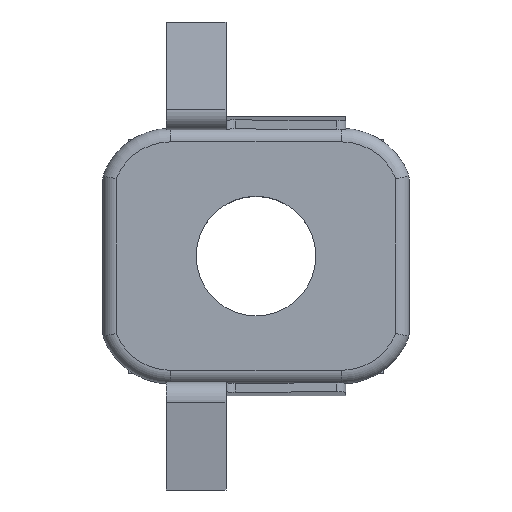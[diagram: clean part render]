
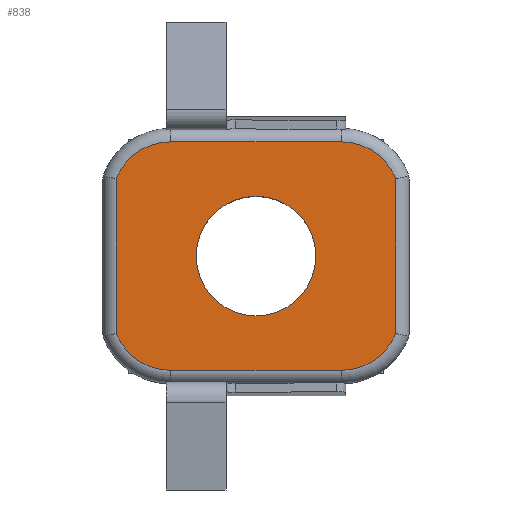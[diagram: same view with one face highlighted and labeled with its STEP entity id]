
A CAD part, top view. The second image highlights one B-rep face of the part: STEP entity #838.
In plain terms, the highlighted planar face has unit normal (0, 0, 1).
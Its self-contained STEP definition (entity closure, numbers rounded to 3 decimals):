
#39 = LINE ( 'NONE', #1426, #4424 ) ;
#41 = CARTESIAN_POINT ( 'NONE',  ( -4.75, -3.1, 6. ) ) ;
#75 = CIRCLE ( 'NONE', #2910, 3.25 ) ;
#79 = DIRECTION ( 'NONE',  ( 0., 1., 0. ) ) ;
#82 = AXIS2_PLACEMENT_3D ( 'NONE', #3236, #3858, #4200 ) ;
#85 = CIRCLE ( 'NONE', #1182, 3.25 ) ;
#148 = AXIS2_PLACEMENT_3D ( 'NONE', #1708, #3731, #2025 ) ;
#163 = EDGE_CURVE ( 'NONE', #3063, #1220, #1081, .T. ) ;
#272 = CARTESIAN_POINT ( 'NONE',  ( -4.75, 6.35, 6. ) ) ;
#364 = PLANE ( 'NONE',  #2481 ) ;
#395 = EDGE_CURVE ( 'NONE', #2083, #690, #1896, .T. ) ;
#476 = ORIENTED_EDGE ( 'NONE', *, *, #1579, .T. ) ;
#690 = VERTEX_POINT ( 'NONE', #1985 ) ;
#734 = CARTESIAN_POINT ( 'NONE',  ( 4.75, 6.35, 6. ) ) ;
#779 = ORIENTED_EDGE ( 'NONE', *, *, #3538, .T. ) ;
#800 = EDGE_CURVE ( 'NONE', #1413, #2565, #39, .T. ) ;
#802 = ORIENTED_EDGE ( 'NONE', *, *, #1417, .F. ) ;
#838 = ADVANCED_FACE ( 'NONE', ( #3848, #3798 ), #364, .T. ) ;
#843 = CARTESIAN_POINT ( 'NONE',  ( 4.75, 3.1, 6. ) ) ;
#861 = EDGE_CURVE ( 'NONE', #1220, #2639, #75, .T. ) ;
#1006 = LINE ( 'NONE', #272, #3302 ) ;
#1016 = ORIENTED_EDGE ( 'NONE', *, *, #800, .T. ) ;
#1042 = CARTESIAN_POINT ( 'NONE',  ( -4.75, 6.35, 6. ) ) ;
#1081 = LINE ( 'NONE', #1392, #2242 ) ;
#1182 = AXIS2_PLACEMENT_3D ( 'NONE', #41, #2079, #3157 ) ;
#1220 = VERTEX_POINT ( 'NONE', #4078 ) ;
#1338 = ORIENTED_EDGE ( 'NONE', *, *, #163, .T. ) ;
#1392 = CARTESIAN_POINT ( 'NONE',  ( 7.768, 3.1, 6. ) ) ;
#1413 = VERTEX_POINT ( 'NONE', #4244 ) ;
#1416 = DIRECTION ( 'NONE',  ( -1., 0., 0. ) ) ;
#1417 = EDGE_CURVE ( 'NONE', #2579, #4083, #2395, .T. ) ;
#1426 = CARTESIAN_POINT ( 'NONE',  ( -7.768, -3.1, 6. ) ) ;
#1534 = ORIENTED_EDGE ( 'NONE', *, *, #861, .T. ) ;
#1579 = EDGE_CURVE ( 'NONE', #2565, #2083, #85, .T. ) ;
#1708 = CARTESIAN_POINT ( 'NONE',  ( -4.75, 3.1, 6. ) ) ;
#1757 = CARTESIAN_POINT ( 'NONE',  ( 4.75, -3.1, 6. ) ) ;
#1792 = DIRECTION ( 'NONE',  ( 0., 0., 1. ) ) ;
#1801 = DIRECTION ( 'NONE',  ( 0., 1., 0. ) ) ;
#1896 = LINE ( 'NONE', #2193, #4351 ) ;
#1985 = CARTESIAN_POINT ( 'NONE',  ( 4.75, -6.35, 6. ) ) ;
#2025 = DIRECTION ( 'NONE',  ( 0., 1., 0. ) ) ;
#2079 = DIRECTION ( 'NONE',  ( 0., 0., 1. ) ) ;
#2083 = VERTEX_POINT ( 'NONE', #3533 ) ;
#2096 = CIRCLE ( 'NONE', #148, 3.25 ) ;
#2112 = CARTESIAN_POINT ( 'NONE',  ( 0., 0., 6. ) ) ;
#2193 = CARTESIAN_POINT ( 'NONE',  ( 4.75, -6.35, 6. ) ) ;
#2242 = VECTOR ( 'NONE', #1801, 1000. ) ;
#2322 = ORIENTED_EDGE ( 'NONE', *, *, #3749, .F. ) ;
#2350 = CARTESIAN_POINT ( 'NONE',  ( 0., -3.323, 6. ) ) ;
#2395 = CIRCLE ( 'NONE', #82, 3.324 ) ;
#2481 = AXIS2_PLACEMENT_3D ( 'NONE', #2891, #1792, #2508 ) ;
#2498 = ORIENTED_EDGE ( 'NONE', *, *, #395, .T. ) ;
#2508 = DIRECTION ( 'NONE',  ( 0., 1., 0. ) ) ;
#2565 = VERTEX_POINT ( 'NONE', #4439 ) ;
#2579 = VERTEX_POINT ( 'NONE', #2766 ) ;
#2639 = VERTEX_POINT ( 'NONE', #734 ) ;
#2652 = DIRECTION ( 'NONE',  ( -1., 0., 0. ) ) ;
#2766 = CARTESIAN_POINT ( 'NONE',  ( 0., 3.324, 6. ) ) ;
#2799 = DIRECTION ( 'NONE',  ( 0., -1., 0. ) ) ;
#2819 = DIRECTION ( 'NONE',  ( 0., 0., 1. ) ) ;
#2891 = CARTESIAN_POINT ( 'NONE',  ( 0., 0., 6. ) ) ;
#2910 = AXIS2_PLACEMENT_3D ( 'NONE', #843, #3272, #3535 ) ;
#3007 = ORIENTED_EDGE ( 'NONE', *, *, #4442, .T. ) ;
#3043 = CIRCLE ( 'NONE', #3907, 3.25 ) ;
#3063 = VERTEX_POINT ( 'NONE', #3123 ) ;
#3123 = CARTESIAN_POINT ( 'NONE',  ( 7.768, -4.306, 6. ) ) ;
#3157 = DIRECTION ( 'NONE',  ( 0., 1., 0. ) ) ;
#3167 = DIRECTION ( 'NONE',  ( 0., 0., 1. ) ) ;
#3206 = CIRCLE ( 'NONE', #3844, 3.324 ) ;
#3236 = CARTESIAN_POINT ( 'NONE',  ( 0., 0., 6. ) ) ;
#3272 = DIRECTION ( 'NONE',  ( 0., 0., 1. ) ) ;
#3302 = VECTOR ( 'NONE', #2652, 1000. ) ;
#3308 = DIRECTION ( 'NONE',  ( 1., 0., 0. ) ) ;
#3504 = EDGE_CURVE ( 'NONE', #3743, #1413, #2096, .T. ) ;
#3533 = CARTESIAN_POINT ( 'NONE',  ( -4.75, -6.35, 6. ) ) ;
#3535 = DIRECTION ( 'NONE',  ( 0., 1., 0. ) ) ;
#3538 = EDGE_CURVE ( 'NONE', #690, #3063, #3043, .T. ) ;
#3731 = DIRECTION ( 'NONE',  ( 0., 0., 1. ) ) ;
#3743 = VERTEX_POINT ( 'NONE', #1042 ) ;
#3749 = EDGE_CURVE ( 'NONE', #4083, #2579, #3206, .T. ) ;
#3798 = FACE_OUTER_BOUND ( 'NONE', #4012, .T. ) ;
#3844 = AXIS2_PLACEMENT_3D ( 'NONE', #2112, #3167, #1416 ) ;
#3848 = FACE_BOUND ( 'NONE', #4047, .T. ) ;
#3858 = DIRECTION ( 'NONE',  ( 0., 0., 1. ) ) ;
#3907 = AXIS2_PLACEMENT_3D ( 'NONE', #1757, #2819, #79 ) ;
#4012 = EDGE_LOOP ( 'NONE', ( #3007, #4298, #1016, #476, #2498, #779, #1338, #1534 ) ) ;
#4047 = EDGE_LOOP ( 'NONE', ( #802, #2322 ) ) ;
#4078 = CARTESIAN_POINT ( 'NONE',  ( 7.768, 4.306, 6. ) ) ;
#4083 = VERTEX_POINT ( 'NONE', #2350 ) ;
#4200 = DIRECTION ( 'NONE',  ( -1., 0., 0. ) ) ;
#4244 = CARTESIAN_POINT ( 'NONE',  ( -7.768, 4.306, 6. ) ) ;
#4298 = ORIENTED_EDGE ( 'NONE', *, *, #3504, .T. ) ;
#4351 = VECTOR ( 'NONE', #3308, 1000. ) ;
#4424 = VECTOR ( 'NONE', #2799, 1000. ) ;
#4439 = CARTESIAN_POINT ( 'NONE',  ( -7.768, -4.306, 6. ) ) ;
#4442 = EDGE_CURVE ( 'NONE', #2639, #3743, #1006, .T. ) ;
